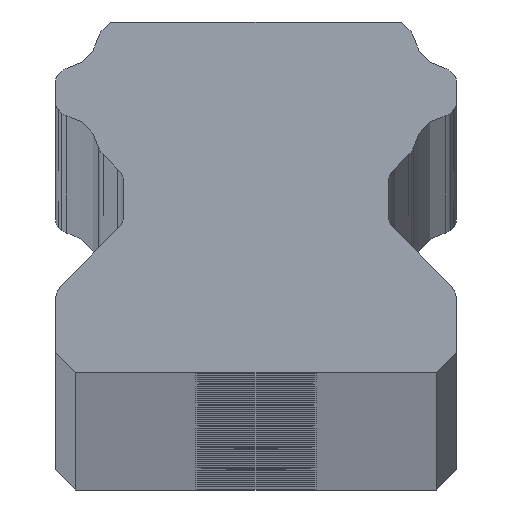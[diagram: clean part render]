
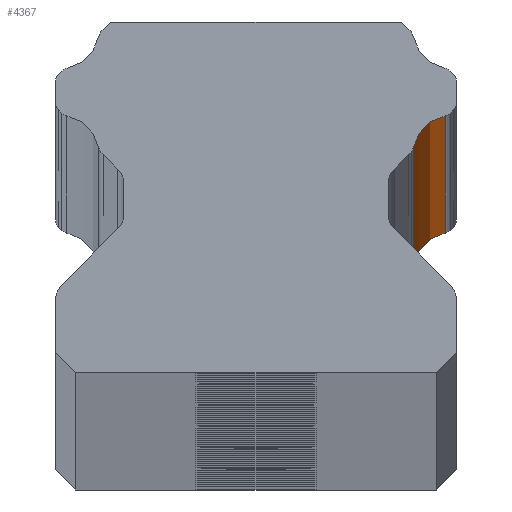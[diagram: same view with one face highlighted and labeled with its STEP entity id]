
A CAD part, top view. The second image highlights one B-rep face of the part: STEP entity #4367.
In plain terms, the highlighted cylindrical face has radius 2 mm (diameter 4 mm), a partial arc.
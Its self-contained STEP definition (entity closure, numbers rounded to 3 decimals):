
#557 = EDGE_CURVE ( 'NONE', #5450, #8812, #9220, .T. ) ;
#749 = AXIS2_PLACEMENT_3D ( 'NONE', #2949, #8435, #3812 ) ;
#831 = CARTESIAN_POINT ( 'NONE',  ( 9.432, -1.182, -1675. ) ) ;
#970 = FACE_OUTER_BOUND ( 'NONE', #8276, .T. ) ;
#1186 = CARTESIAN_POINT ( 'NONE',  ( 7.847, -2.767, -1675. ) ) ;
#2489 = ORIENTED_EDGE ( 'NONE', *, *, #6923, .T. ) ;
#2690 = AXIS2_PLACEMENT_3D ( 'NONE', #4567, #6855, #5352 ) ;
#2949 = CARTESIAN_POINT ( 'NONE',  ( 9.811, -3.146, 1675. ) ) ;
#3284 = CYLINDRICAL_SURFACE ( 'NONE', #749, 2. ) ;
#3604 = CARTESIAN_POINT ( 'NONE',  ( 9.811, -3.146, 1675. ) ) ;
#3812 = DIRECTION ( 'NONE',  ( -1., 0., 0. ) ) ;
#4021 = CARTESIAN_POINT ( 'NONE',  ( 7.847, -2.767, 1675. ) ) ;
#4367 = ADVANCED_FACE ( 'NONE', ( #970 ), #3284, .F. ) ;
#4400 = DIRECTION ( 'NONE',  ( -1., 0., 0. ) ) ;
#4421 = ORIENTED_EDGE ( 'NONE', *, *, #9240, .T. ) ;
#4439 = ORIENTED_EDGE ( 'NONE', *, *, #557, .F. ) ;
#4479 = CIRCLE ( 'NONE', #2690, 2. ) ;
#4567 = CARTESIAN_POINT ( 'NONE',  ( 9.811, -3.146, -1675. ) ) ;
#5352 = DIRECTION ( 'NONE',  ( -1., 0., 0. ) ) ;
#5450 = VERTEX_POINT ( 'NONE', #6672 ) ;
#6238 = CARTESIAN_POINT ( 'NONE',  ( 7.847, -2.767, 1675. ) ) ;
#6327 = DIRECTION ( 'NONE',  ( 0., 0., -1. ) ) ;
#6482 = VERTEX_POINT ( 'NONE', #6238 ) ;
#6672 = CARTESIAN_POINT ( 'NONE',  ( 9.432, -1.182, 1675. ) ) ;
#6855 = DIRECTION ( 'NONE',  ( 0., 0., -1. ) ) ;
#6923 = EDGE_CURVE ( 'NONE', #6482, #8998, #7085, .T. ) ;
#7073 = ORIENTED_EDGE ( 'NONE', *, *, #9330, .F. ) ;
#7085 = LINE ( 'NONE', #4021, #9616 ) ;
#7162 = VECTOR ( 'NONE', #6327, 1000. ) ;
#7541 = DIRECTION ( 'NONE',  ( 0., 0., -1. ) ) ;
#7958 = CARTESIAN_POINT ( 'NONE',  ( 9.432, -1.182, 1675. ) ) ;
#8276 = EDGE_LOOP ( 'NONE', ( #4421, #4439, #7073, #2489 ) ) ;
#8435 = DIRECTION ( 'NONE',  ( 0., 0., -1. ) ) ;
#8728 = DIRECTION ( 'NONE',  ( 0., 0., -1. ) ) ;
#8812 = VERTEX_POINT ( 'NONE', #831 ) ;
#8998 = VERTEX_POINT ( 'NONE', #1186 ) ;
#9106 = CIRCLE ( 'NONE', #9300, 2. ) ;
#9220 = LINE ( 'NONE', #7958, #7162 ) ;
#9240 = EDGE_CURVE ( 'NONE', #8998, #8812, #4479, .T. ) ;
#9300 = AXIS2_PLACEMENT_3D ( 'NONE', #3604, #7541, #4400 ) ;
#9330 = EDGE_CURVE ( 'NONE', #6482, #5450, #9106, .T. ) ;
#9616 = VECTOR ( 'NONE', #8728, 1000. ) ;
